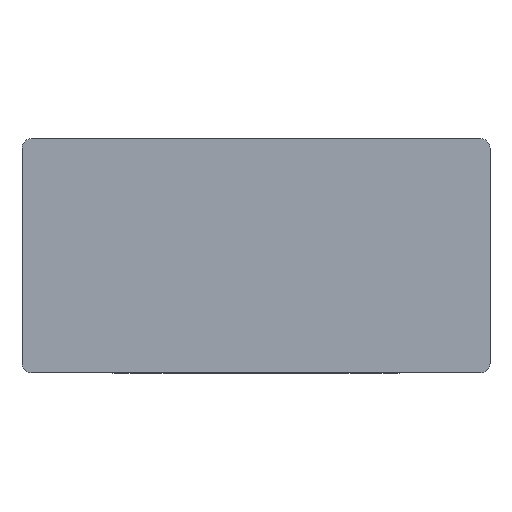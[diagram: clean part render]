
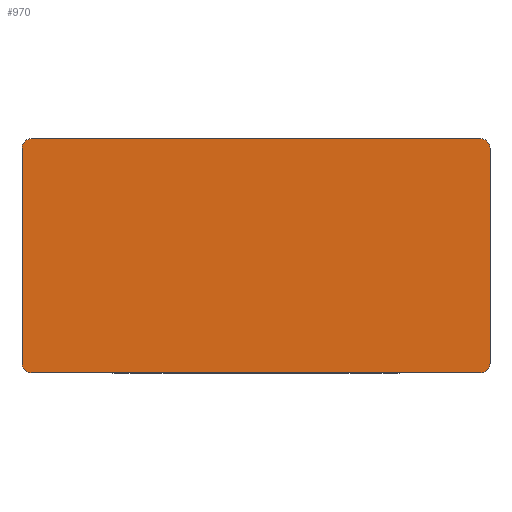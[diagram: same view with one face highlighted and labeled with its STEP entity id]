
A CAD part, top view. The second image highlights one B-rep face of the part: STEP entity #970.
In plain terms, the highlighted planar face has unit normal (0, 0, 1).
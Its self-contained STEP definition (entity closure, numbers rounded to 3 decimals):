
#12 = AXIS2_PLACEMENT_3D ( 'NONE', #743, #1000, #104 ) ;
#29 = EDGE_LOOP ( 'NONE', ( #663, #932, #318, #810, #430, #353, #847, #637 ) ) ;
#46 = CARTESIAN_POINT ( 'NONE',  ( 75., 75., 57.709 ) ) ;
#98 = VECTOR ( 'NONE', #766, 1000. ) ;
#100 = LINE ( 'NONE', #289, #98 ) ;
#104 = DIRECTION ( 'NONE',  ( 1., 0., 0. ) ) ;
#134 = CARTESIAN_POINT ( 'NONE',  ( -75., 3., 57.709 ) ) ;
#143 = EDGE_CURVE ( 'NONE', #756, #883, #100, .T. ) ;
#149 = DIRECTION ( 'NONE',  ( 1., 0., 0. ) ) ;
#181 = VERTEX_POINT ( 'NONE', #134 ) ;
#188 = CARTESIAN_POINT ( 'NONE',  ( -45.85, -108.348, 57.709 ) ) ;
#194 = EDGE_CURVE ( 'NONE', #221, #883, #843, .T. ) ;
#212 = DIRECTION ( 'NONE',  ( 1., 0., 0. ) ) ;
#221 = VERTEX_POINT ( 'NONE', #409 ) ;
#228 = CARTESIAN_POINT ( 'NONE',  ( 72., 3., 57.709 ) ) ;
#284 = VERTEX_POINT ( 'NONE', #1152 ) ;
#286 = LINE ( 'NONE', #901, #419 ) ;
#289 = CARTESIAN_POINT ( 'NONE',  ( -75., 75., 57.709 ) ) ;
#318 = ORIENTED_EDGE ( 'NONE', *, *, #1128, .F. ) ;
#320 = VERTEX_POINT ( 'NONE', #602 ) ;
#321 = DIRECTION ( 'NONE',  ( 0., 0., 1. ) ) ;
#353 = ORIENTED_EDGE ( 'NONE', *, *, #717, .T. ) ;
#409 = CARTESIAN_POINT ( 'NONE',  ( 75., 72., 57.709 ) ) ;
#419 = VECTOR ( 'NONE', #640, 1000. ) ;
#430 = ORIENTED_EDGE ( 'NONE', *, *, #143, .F. ) ;
#447 = DIRECTION ( 'NONE',  ( 1., 0., 0. ) ) ;
#477 = EDGE_CURVE ( 'NONE', #284, #1026, #286, .T. ) ;
#489 = CIRCLE ( 'NONE', #887, 3. ) ;
#556 = FACE_OUTER_BOUND ( 'NONE', #29, .T. ) ;
#580 = DIRECTION ( 'NONE',  ( 0., -1., 0. ) ) ;
#583 = EDGE_CURVE ( 'NONE', #181, #1026, #489, .T. ) ;
#597 = LINE ( 'NONE', #46, #876 ) ;
#602 = CARTESIAN_POINT ( 'NONE',  ( -75., 72., 57.709 ) ) ;
#637 = ORIENTED_EDGE ( 'NONE', *, *, #583, .T. ) ;
#640 = DIRECTION ( 'NONE',  ( -1., 0., 0. ) ) ;
#663 = ORIENTED_EDGE ( 'NONE', *, *, #477, .F. ) ;
#709 = PLANE ( 'NONE',  #1096 ) ;
#717 = EDGE_CURVE ( 'NONE', #756, #320, #809, .T. ) ;
#718 = VECTOR ( 'NONE', #580, 1000. ) ;
#743 = CARTESIAN_POINT ( 'NONE',  ( 72., 72., 57.709 ) ) ;
#752 = CARTESIAN_POINT ( 'NONE',  ( -72., 3., 57.709 ) ) ;
#756 = VERTEX_POINT ( 'NONE', #862 ) ;
#766 = DIRECTION ( 'NONE',  ( 1., 0., 0. ) ) ;
#779 = CIRCLE ( 'NONE', #982, 3. ) ;
#809 = CIRCLE ( 'NONE', #957, 3. ) ;
#810 = ORIENTED_EDGE ( 'NONE', *, *, #194, .T. ) ;
#835 = LINE ( 'NONE', #922, #718 ) ;
#843 = CIRCLE ( 'NONE', #12, 3. ) ;
#847 = ORIENTED_EDGE ( 'NONE', *, *, #1012, .T. ) ;
#862 = CARTESIAN_POINT ( 'NONE',  ( -72., 75., 57.709 ) ) ;
#876 = VECTOR ( 'NONE', #1035, 1000. ) ;
#879 = VERTEX_POINT ( 'NONE', #911 ) ;
#883 = VERTEX_POINT ( 'NONE', #1161 ) ;
#887 = AXIS2_PLACEMENT_3D ( 'NONE', #752, #321, #212 ) ;
#901 = CARTESIAN_POINT ( 'NONE',  ( -45.85, 0., 57.709 ) ) ;
#911 = CARTESIAN_POINT ( 'NONE',  ( 75., 3., 57.709 ) ) ;
#922 = CARTESIAN_POINT ( 'NONE',  ( -75., 75., 57.709 ) ) ;
#932 = ORIENTED_EDGE ( 'NONE', *, *, #1144, .T. ) ;
#957 = AXIS2_PLACEMENT_3D ( 'NONE', #1050, #1146, #1133 ) ;
#959 = DIRECTION ( 'NONE',  ( 0., 0., 1. ) ) ;
#970 = ADVANCED_FACE ( 'NONE', ( #556 ), #709, .T. ) ;
#982 = AXIS2_PLACEMENT_3D ( 'NONE', #228, #959, #149 ) ;
#1000 = DIRECTION ( 'NONE',  ( 0., 0., 1. ) ) ;
#1012 = EDGE_CURVE ( 'NONE', #320, #181, #835, .T. ) ;
#1023 = CARTESIAN_POINT ( 'NONE',  ( -72., 0., 57.709 ) ) ;
#1026 = VERTEX_POINT ( 'NONE', #1023 ) ;
#1035 = DIRECTION ( 'NONE',  ( 0., -1., 0. ) ) ;
#1050 = CARTESIAN_POINT ( 'NONE',  ( -72., 72., 57.709 ) ) ;
#1068 = DIRECTION ( 'NONE',  ( 0., 0., 1. ) ) ;
#1096 = AXIS2_PLACEMENT_3D ( 'NONE', #188, #1068, #447 ) ;
#1128 = EDGE_CURVE ( 'NONE', #221, #879, #597, .T. ) ;
#1133 = DIRECTION ( 'NONE',  ( 1., 0., 0. ) ) ;
#1144 = EDGE_CURVE ( 'NONE', #284, #879, #779, .T. ) ;
#1146 = DIRECTION ( 'NONE',  ( 0., 0., 1. ) ) ;
#1152 = CARTESIAN_POINT ( 'NONE',  ( 72., 0., 57.709 ) ) ;
#1161 = CARTESIAN_POINT ( 'NONE',  ( 72., 75., 57.709 ) ) ;
